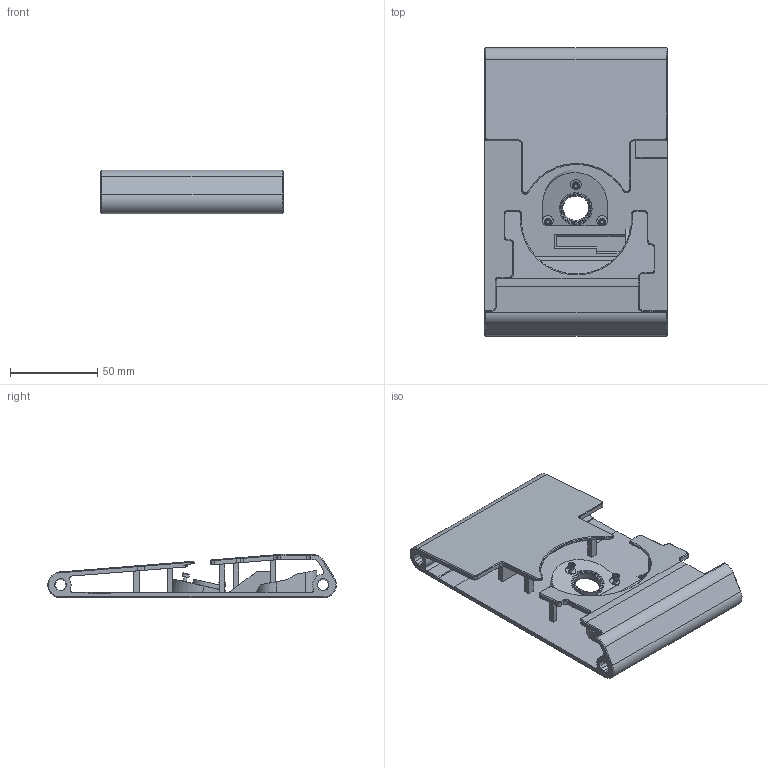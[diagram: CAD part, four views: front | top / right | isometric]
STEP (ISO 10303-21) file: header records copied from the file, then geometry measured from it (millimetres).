
FILE_DESCRIPTION(/* description */ (''),/* implementation_level */ '2;1');
FILE_NAME(/* name */ 'skc03-ino-us-center.step',/* time_stamp */ '2022-08-20T20:11:00+09:00',/* author */ (''),/* organization */ (''),/* preprocessor_version */ 'ST-DEVELOPER v19',/* originating_system */ 'Autodesk Translation Framework v11.7.0.108',/* authorisation */ '');
FILE_SCHEMA (('AUTOMOTIVE_DESIGN { 1 0 10303 214 3 1 1 }'));
Length unit declared in the file: millimetre
Products named in the file (3): center; hook-hole; hook-cover
Assembly tree (2 placements, depth 3):
  center
    hook-hole
      hook-cover
Bounding box: 104.6 x 165.2 x 24.89 mm (x, y, z)
Volume: 106002.2 mm3; surface area: 75044.9 mm2
Topology: 11 solids, 11 shells, 548 faces, 1321 edges, 806 vertices
Faces by surface type: plane 370, bspline 75, cylinder 68, cone 33, torus 2
Full cylindrical faces by diameter (mm): 2 x3, 4 x3, 15 x1, 18.5 x1
Entity records: 17434 total; most frequent: CARTESIAN_POINT 5128, ORIENTED_EDGE 2642, DIRECTION 2273, EDGE_CURVE 1321, LINE 971, VECTOR 971, VERTEX_POINT 806, AXIS2_PLACEMENT_3D 651
